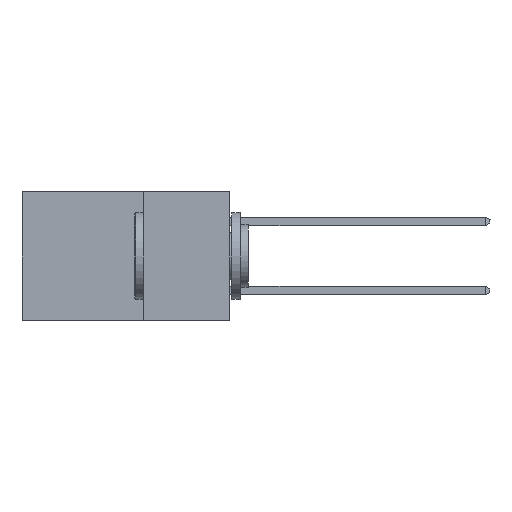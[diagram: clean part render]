
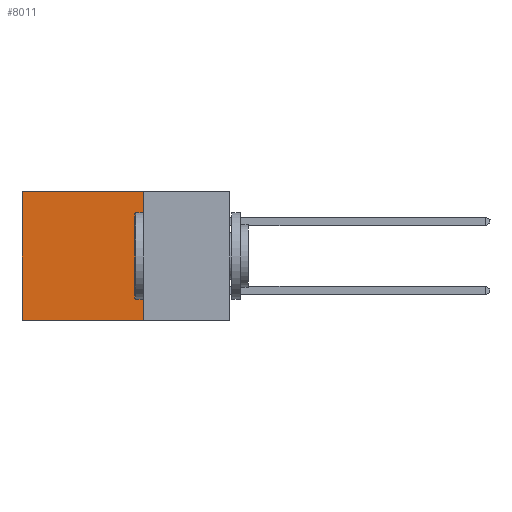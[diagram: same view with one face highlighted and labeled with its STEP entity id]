
A CAD part, left-side view. The second image highlights one B-rep face of the part: STEP entity #8011.
In plain terms, the highlighted planar face has unit normal (-1, 0, 0).
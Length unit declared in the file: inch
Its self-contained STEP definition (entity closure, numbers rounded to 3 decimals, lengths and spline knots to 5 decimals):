
#66 = ORIENTED_EDGE ( 'NONE', *, *, #16852, .F. ) ;
#338 = VECTOR ( 'NONE', #1086, 39.37008 ) ;
#878 = DIRECTION ( 'NONE',  ( 0., 0., -1. ) ) ;
#1086 = DIRECTION ( 'NONE',  ( 0., 1., 0. ) ) ;
#1823 = CARTESIAN_POINT ( 'NONE',  ( 0.2615, 0.25, -0.37 ) ) ;
#1905 = LINE ( 'NONE', #14732, #11888 ) ;
#2338 = CARTESIAN_POINT ( 'NONE',  ( 0.2615, 0.6, -0.37 ) ) ;
#2342 = ORIENTED_EDGE ( 'NONE', *, *, #12837, .F. ) ;
#3384 = ORIENTED_EDGE ( 'NONE', *, *, #9335, .T. ) ;
#3522 = FACE_OUTER_BOUND ( 'NONE', #13256, .T. ) ;
#4580 = CARTESIAN_POINT ( 'NONE',  ( 0.2615, 0.25, -0.37 ) ) ;
#5604 = CARTESIAN_POINT ( 'NONE',  ( 0.2615, 0.25, 0. ) ) ;
#6197 = PLANE ( 'NONE',  #13614 ) ;
#6684 = CARTESIAN_POINT ( 'NONE',  ( 0.2615, 0.25, -0.37 ) ) ;
#7636 = DIRECTION ( 'NONE',  ( 1., 0., 0. ) ) ;
#7682 = CARTESIAN_POINT ( 'NONE',  ( 0.2615, 0.25, 0. ) ) ;
#7726 = DIRECTION ( 'NONE',  ( 0., 0., -1. ) ) ;
#7815 = VERTEX_POINT ( 'NONE', #4580 ) ;
#8011 = ADVANCED_FACE ( 'NONE', ( #3522 ), #6197, .F. ) ;
#8118 = CARTESIAN_POINT ( 'NONE',  ( 0.2615, 0.6, -0.37 ) ) ;
#8727 = EDGE_CURVE ( 'NONE', #15848, #17420, #13551, .T. ) ;
#9204 = DIRECTION ( 'NONE',  ( 0., 1., 0. ) ) ;
#9335 = EDGE_CURVE ( 'NONE', #17420, #10855, #13896, .T. ) ;
#9723 = CARTESIAN_POINT ( 'NONE',  ( 0.2615, 0.6, 0. ) ) ;
#10369 = DIRECTION ( 'NONE',  ( 0., 0., -1. ) ) ;
#10855 = VERTEX_POINT ( 'NONE', #2338 ) ;
#10864 = VECTOR ( 'NONE', #9204, 39.37008 ) ;
#11164 = LINE ( 'NONE', #6684, #338 ) ;
#11888 = VECTOR ( 'NONE', #10369, 39.37008 ) ;
#12837 = EDGE_CURVE ( 'NONE', #7815, #10855, #11164, .T. ) ;
#13003 = VECTOR ( 'NONE', #878, 39.37008 ) ;
#13256 = EDGE_LOOP ( 'NONE', ( #3384, #2342, #66, #15516 ) ) ;
#13551 = LINE ( 'NONE', #7682, #10864 ) ;
#13614 = AXIS2_PLACEMENT_3D ( 'NONE', #1823, #7636, #7726 ) ;
#13896 = LINE ( 'NONE', #8118, #13003 ) ;
#14732 = CARTESIAN_POINT ( 'NONE',  ( 0.2615, 0.25, -0.37 ) ) ;
#15516 = ORIENTED_EDGE ( 'NONE', *, *, #8727, .T. ) ;
#15848 = VERTEX_POINT ( 'NONE', #5604 ) ;
#16852 = EDGE_CURVE ( 'NONE', #15848, #7815, #1905, .T. ) ;
#17420 = VERTEX_POINT ( 'NONE', #9723 ) ;
